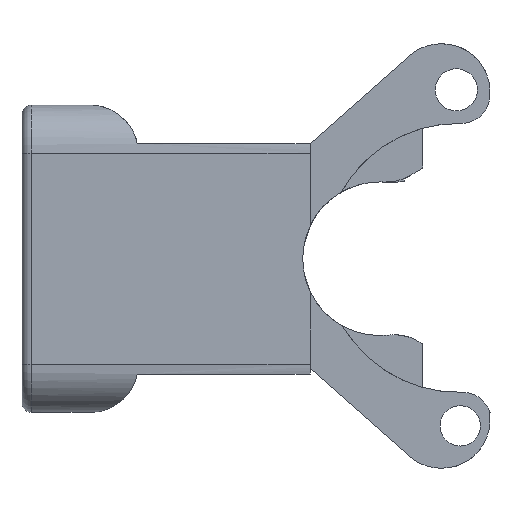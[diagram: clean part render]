
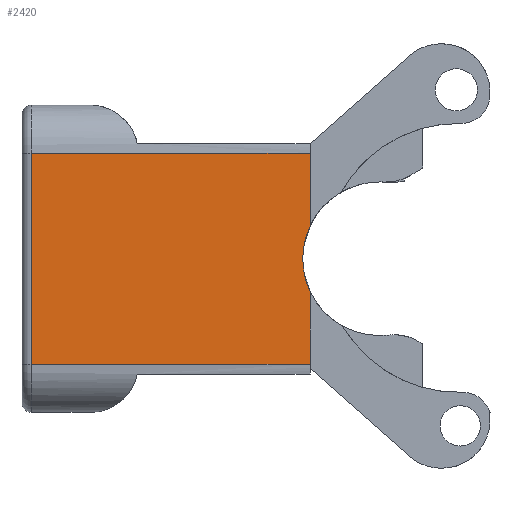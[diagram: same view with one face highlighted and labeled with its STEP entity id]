
A CAD part, front view. The second image highlights one B-rep face of the part: STEP entity #2420.
In plain terms, the highlighted planar face has unit normal (0, -1, 0).
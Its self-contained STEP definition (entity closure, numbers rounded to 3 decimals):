
#58 = CIRCLE ( 'NONE', #3962, 8. ) ;
#87 = CARTESIAN_POINT ( 'NONE',  ( 10., -10., 23. ) ) ;
#161 = LINE ( 'NONE', #3499, #2691 ) ;
#210 = CARTESIAN_POINT ( 'NONE',  ( 10., -10., 1. ) ) ;
#240 = DIRECTION ( 'NONE',  ( 0., 0., 1. ) ) ;
#255 = EDGE_LOOP ( 'NONE', ( #1078, #4005, #3847, #4112, #3059, #746 ) ) ;
#267 = CARTESIAN_POINT ( 'NONE',  ( 17.235, -10., 12. ) ) ;
#272 = LINE ( 'NONE', #1915, #3534 ) ;
#409 = EDGE_CURVE ( 'NONE', #3548, #1414, #161, .T. ) ;
#550 = LINE ( 'NONE', #1184, #1169 ) ;
#572 = DIRECTION ( 'NONE',  ( 0., 1., 0. ) ) ;
#746 = ORIENTED_EDGE ( 'NONE', *, *, #3583, .T. ) ;
#857 = DIRECTION ( 'NONE',  ( 0., 0., -1. ) ) ;
#1078 = ORIENTED_EDGE ( 'NONE', *, *, #2289, .F. ) ;
#1115 = CARTESIAN_POINT ( 'NONE',  ( -12.899, -10., 1. ) ) ;
#1169 = VECTOR ( 'NONE', #3158, 1000. ) ;
#1184 = CARTESIAN_POINT ( 'NONE',  ( -19., -10., 24. ) ) ;
#1349 = CARTESIAN_POINT ( 'NONE',  ( 10., -10., 8.586 ) ) ;
#1414 = VERTEX_POINT ( 'NONE', #4041 ) ;
#1641 = EDGE_CURVE ( 'NONE', #3548, #2266, #2525, .T. ) ;
#1915 = CARTESIAN_POINT ( 'NONE',  ( 10., -10., 24. ) ) ;
#1988 = EDGE_CURVE ( 'NONE', #3004, #2266, #58, .T. ) ;
#1999 = DIRECTION ( 'NONE',  ( 0., 1., 0. ) ) ;
#2111 = DIRECTION ( 'NONE',  ( 1., 0., 0. ) ) ;
#2266 = VERTEX_POINT ( 'NONE', #2607 ) ;
#2289 = EDGE_CURVE ( 'NONE', #3004, #3916, #272, .T. ) ;
#2334 = FACE_OUTER_BOUND ( 'NONE', #255, .T. ) ;
#2420 = ADVANCED_FACE ( 'NONE', ( #2334 ), #3648, .F. ) ;
#2490 = VERTEX_POINT ( 'NONE', #3502 ) ;
#2525 = LINE ( 'NONE', #3857, #2565 ) ;
#2565 = VECTOR ( 'NONE', #857, 1000. ) ;
#2607 = CARTESIAN_POINT ( 'NONE',  ( 10., -10., 15.414 ) ) ;
#2691 = VECTOR ( 'NONE', #4206, 1000. ) ;
#2709 = AXIS2_PLACEMENT_3D ( 'NONE', #3021, #1999, #3314 ) ;
#2774 = LINE ( 'NONE', #1115, #3459 ) ;
#2935 = DIRECTION ( 'NONE',  ( 0., 0., -1. ) ) ;
#3004 = VERTEX_POINT ( 'NONE', #1349 ) ;
#3021 = CARTESIAN_POINT ( 'NONE',  ( -10., -10., 24. ) ) ;
#3059 = ORIENTED_EDGE ( 'NONE', *, *, #3662, .T. ) ;
#3158 = DIRECTION ( 'NONE',  ( 0., 0., -1. ) ) ;
#3314 = DIRECTION ( 'NONE',  ( 0., 0., 1. ) ) ;
#3459 = VECTOR ( 'NONE', #2111, 1000. ) ;
#3499 = CARTESIAN_POINT ( 'NONE',  ( -20., -10., 23. ) ) ;
#3502 = CARTESIAN_POINT ( 'NONE',  ( -19., -10., 1. ) ) ;
#3534 = VECTOR ( 'NONE', #2935, 1000. ) ;
#3548 = VERTEX_POINT ( 'NONE', #87 ) ;
#3583 = EDGE_CURVE ( 'NONE', #2490, #3916, #2774, .T. ) ;
#3648 = PLANE ( 'NONE',  #2709 ) ;
#3662 = EDGE_CURVE ( 'NONE', #1414, #2490, #550, .T. ) ;
#3847 = ORIENTED_EDGE ( 'NONE', *, *, #1641, .F. ) ;
#3857 = CARTESIAN_POINT ( 'NONE',  ( 10., -10., 24. ) ) ;
#3916 = VERTEX_POINT ( 'NONE', #210 ) ;
#3962 = AXIS2_PLACEMENT_3D ( 'NONE', #267, #572, #240 ) ;
#4005 = ORIENTED_EDGE ( 'NONE', *, *, #1988, .T. ) ;
#4041 = CARTESIAN_POINT ( 'NONE',  ( -19., -10., 23. ) ) ;
#4112 = ORIENTED_EDGE ( 'NONE', *, *, #409, .T. ) ;
#4206 = DIRECTION ( 'NONE',  ( -1., 0., 0. ) ) ;
